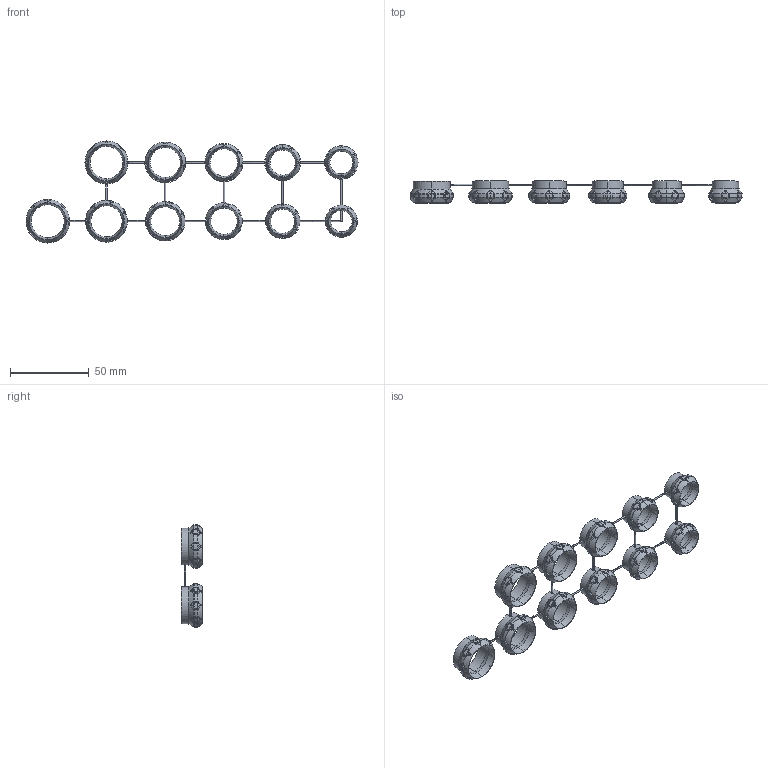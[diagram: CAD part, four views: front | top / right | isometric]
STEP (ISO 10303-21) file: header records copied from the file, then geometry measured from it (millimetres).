
FILE_DESCRIPTION(('FreeCAD Model'),'2;1');
FILE_NAME('Open CASCADE Shape Model','2025-04-27T18:28:04',('FreeCAD'),( 'FreeCAD'),'Open CASCADE STEP processor 7.6','FreeCAD','Unknown');
FILE_SCHEMA(('AUTOMOTIVE_DESIGN { 1 0 10303 214 1 1 1 1 }'));
Products named in the file (1): Open CASCADE STEP translator 7.6 1
Bounding box: 210.82 x 13.89 x 64.79 mm (x, y, z)
Volume: 17093.8 mm3; surface area: 23708 mm2
Topology: 15 solids, 15 shells, 2619 faces, 7643 edges, 5054 vertices
Faces by surface type: bspline 2619
Entity records: 88235 total; most frequent: CARTESIAN_POINT 46082, ORIENTED_EDGE 15286, EDGE_CURVE 7643, VERTEX_POINT 5054, B_SPLINE_CURVE_WITH_KNOTS 4728, FACE_BOUND 2641, EDGE_LOOP 2641, ADVANCED_FACE 2619
